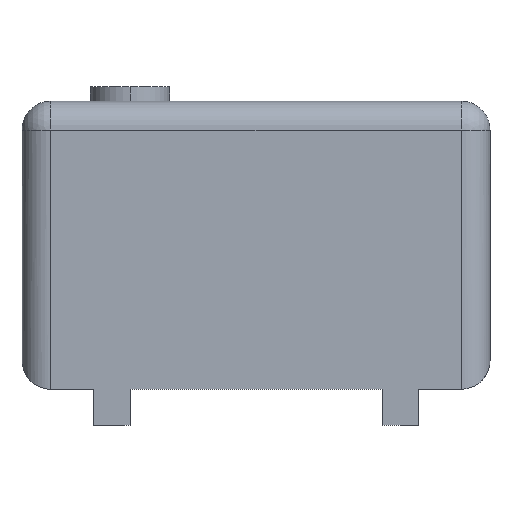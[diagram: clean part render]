
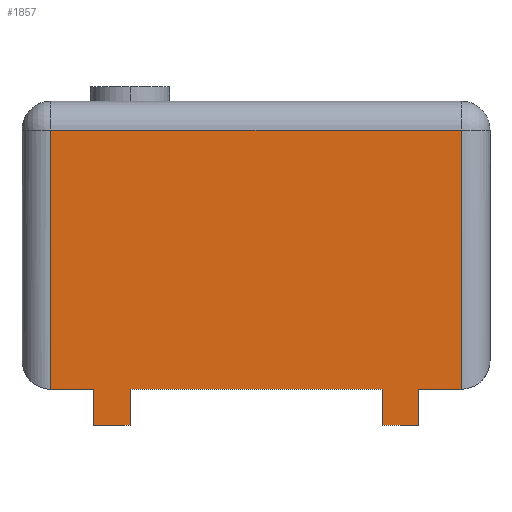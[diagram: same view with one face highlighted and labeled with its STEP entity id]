
A CAD part, left-side view. The second image highlights one B-rep face of the part: STEP entity #1857.
In plain terms, the highlighted planar face has unit normal (-1, 0, 0).
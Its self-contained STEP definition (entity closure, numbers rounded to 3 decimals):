
#9 = DIRECTION ( 'NONE',  ( 0., 0., 1. ) ) ;
#18 = LINE ( 'NONE', #2741, #2999 ) ;
#21 = VECTOR ( 'NONE', #348, 1000. ) ;
#47 = CARTESIAN_POINT ( 'NONE',  ( -20., -28.5, -4. ) ) ;
#85 = CARTESIAN_POINT ( 'NONE',  ( -20., 28.5, -40. ) ) ;
#150 = CARTESIAN_POINT ( 'NONE',  ( -20., -17.5, -40. ) ) ;
#247 = VERTEX_POINT ( 'NONE', #612 ) ;
#254 = VECTOR ( 'NONE', #1110, 1000. ) ;
#282 = CARTESIAN_POINT ( 'NONE',  ( -20., 17.5, -40. ) ) ;
#292 = EDGE_CURVE ( 'NONE', #1202, #2557, #2007, .T. ) ;
#332 = LINE ( 'NONE', #2802, #1461 ) ;
#348 = DIRECTION ( 'NONE',  ( 0., 1., 0. ) ) ;
#361 = CARTESIAN_POINT ( 'NONE',  ( -20., -22.5, -45. ) ) ;
#443 = DIRECTION ( 'NONE',  ( 0., 0., 1. ) ) ;
#476 = ORIENTED_EDGE ( 'NONE', *, *, #2895, .T. ) ;
#478 = ORIENTED_EDGE ( 'NONE', *, *, #793, .F. ) ;
#491 = VECTOR ( 'NONE', #2300, 1000. ) ;
#522 = FACE_OUTER_BOUND ( 'NONE', #800, .T. ) ;
#547 = EDGE_CURVE ( 'NONE', #1298, #3435, #18, .T. ) ;
#561 = DIRECTION ( 'NONE',  ( 0., 0., 1. ) ) ;
#612 = CARTESIAN_POINT ( 'NONE',  ( -20., 28.5, -40. ) ) ;
#665 = LINE ( 'NONE', #1331, #2991 ) ;
#693 = CARTESIAN_POINT ( 'NONE',  ( -20., -22.5, -45. ) ) ;
#713 = LINE ( 'NONE', #1086, #1272 ) ;
#733 = EDGE_CURVE ( 'NONE', #1989, #770, #713, .T. ) ;
#770 = VERTEX_POINT ( 'NONE', #2204 ) ;
#793 = EDGE_CURVE ( 'NONE', #1747, #1377, #2373, .T. ) ;
#800 = EDGE_LOOP ( 'NONE', ( #1922, #2688, #1297, #1076, #1828, #2563, #1831, #2063, #3208, #1172, #478, #476 ) ) ;
#861 = VERTEX_POINT ( 'NONE', #1532 ) ;
#917 = EDGE_CURVE ( 'NONE', #2557, #247, #2369, .T. ) ;
#1040 = VECTOR ( 'NONE', #3192, 1000. ) ;
#1076 = ORIENTED_EDGE ( 'NONE', *, *, #917, .T. ) ;
#1086 = CARTESIAN_POINT ( 'NONE',  ( -20., 22.5, -45. ) ) ;
#1097 = LINE ( 'NONE', #361, #491 ) ;
#1110 = DIRECTION ( 'NONE',  ( 0., 0., 1. ) ) ;
#1124 = VERTEX_POINT ( 'NONE', #150 ) ;
#1172 = ORIENTED_EDGE ( 'NONE', *, *, #2738, .F. ) ;
#1202 = VERTEX_POINT ( 'NONE', #47 ) ;
#1272 = VECTOR ( 'NONE', #9, 1000. ) ;
#1297 = ORIENTED_EDGE ( 'NONE', *, *, #292, .T. ) ;
#1298 = VERTEX_POINT ( 'NONE', #2406 ) ;
#1331 = CARTESIAN_POINT ( 'NONE',  ( -20., -32.5, -40. ) ) ;
#1377 = VERTEX_POINT ( 'NONE', #3308 ) ;
#1457 = CARTESIAN_POINT ( 'NONE',  ( -20., -22.5, -45. ) ) ;
#1461 = VECTOR ( 'NONE', #561, 1000. ) ;
#1532 = CARTESIAN_POINT ( 'NONE',  ( -20., 17.5, -45. ) ) ;
#1739 = DIRECTION ( 'NONE',  ( 0., 0., 1. ) ) ;
#1747 = VERTEX_POINT ( 'NONE', #693 ) ;
#1752 = LINE ( 'NONE', #2015, #2837 ) ;
#1828 = ORIENTED_EDGE ( 'NONE', *, *, #3056, .T. ) ;
#1829 = PLANE ( 'NONE',  #3310 ) ;
#1831 = ORIENTED_EDGE ( 'NONE', *, *, #3038, .F. ) ;
#1832 = VECTOR ( 'NONE', #3317, 1000. ) ;
#1857 = ADVANCED_FACE ( 'NONE', ( #522 ), #1829, .T. ) ;
#1915 = DIRECTION ( 'NONE',  ( 0., -1., 0. ) ) ;
#1922 = ORIENTED_EDGE ( 'NONE', *, *, #547, .T. ) ;
#1926 = LINE ( 'NONE', #1940, #1832 ) ;
#1940 = CARTESIAN_POINT ( 'NONE',  ( -20., -32.5, -40. ) ) ;
#1989 = VERTEX_POINT ( 'NONE', #2500 ) ;
#2007 = LINE ( 'NONE', #3211, #21 ) ;
#2012 = EDGE_CURVE ( 'NONE', #861, #2499, #3513, .T. ) ;
#2015 = CARTESIAN_POINT ( 'NONE',  ( -20., -28.5, -40. ) ) ;
#2063 = ORIENTED_EDGE ( 'NONE', *, *, #2012, .T. ) ;
#2144 = EDGE_CURVE ( 'NONE', #3435, #1202, #1752, .T. ) ;
#2180 = DIRECTION ( 'NONE',  ( 0., -1., 0. ) ) ;
#2204 = CARTESIAN_POINT ( 'NONE',  ( -20., 22.5, -40. ) ) ;
#2238 = CARTESIAN_POINT ( 'NONE',  ( -20., 17.5, -45. ) ) ;
#2300 = DIRECTION ( 'NONE',  ( 0., 0., 1. ) ) ;
#2369 = LINE ( 'NONE', #85, #1040 ) ;
#2373 = LINE ( 'NONE', #1457, #2542 ) ;
#2379 = CARTESIAN_POINT ( 'NONE',  ( -20., -32.5, -40. ) ) ;
#2404 = DIRECTION ( 'NONE',  ( -1., 0., 0. ) ) ;
#2406 = CARTESIAN_POINT ( 'NONE',  ( -20., -22.5, -40. ) ) ;
#2424 = DIRECTION ( 'NONE',  ( 0., 1., 0. ) ) ;
#2493 = VECTOR ( 'NONE', #2424, 1000. ) ;
#2499 = VERTEX_POINT ( 'NONE', #282 ) ;
#2500 = CARTESIAN_POINT ( 'NONE',  ( -20., 22.5, -45. ) ) ;
#2542 = VECTOR ( 'NONE', #3450, 1000. ) ;
#2557 = VERTEX_POINT ( 'NONE', #2607 ) ;
#2563 = ORIENTED_EDGE ( 'NONE', *, *, #733, .F. ) ;
#2607 = CARTESIAN_POINT ( 'NONE',  ( -20., 28.5, -4. ) ) ;
#2688 = ORIENTED_EDGE ( 'NONE', *, *, #2144, .T. ) ;
#2738 = EDGE_CURVE ( 'NONE', #1377, #1124, #332, .T. ) ;
#2741 = CARTESIAN_POINT ( 'NONE',  ( -20., -32.5, -40. ) ) ;
#2802 = CARTESIAN_POINT ( 'NONE',  ( -20., -17.5, -45. ) ) ;
#2837 = VECTOR ( 'NONE', #1739, 1000. ) ;
#2895 = EDGE_CURVE ( 'NONE', #1747, #1298, #1097, .T. ) ;
#2991 = VECTOR ( 'NONE', #1915, 1000. ) ;
#2999 = VECTOR ( 'NONE', #2180, 1000. ) ;
#3010 = CARTESIAN_POINT ( 'NONE',  ( -20., 22.5, -45. ) ) ;
#3038 = EDGE_CURVE ( 'NONE', #861, #1989, #3452, .T. ) ;
#3056 = EDGE_CURVE ( 'NONE', #247, #770, #665, .T. ) ;
#3120 = CARTESIAN_POINT ( 'NONE',  ( -20., -28.5, -40. ) ) ;
#3192 = DIRECTION ( 'NONE',  ( 0., 0., -1. ) ) ;
#3208 = ORIENTED_EDGE ( 'NONE', *, *, #3514, .T. ) ;
#3211 = CARTESIAN_POINT ( 'NONE',  ( -20., 32.5, -4. ) ) ;
#3308 = CARTESIAN_POINT ( 'NONE',  ( -20., -17.5, -45. ) ) ;
#3310 = AXIS2_PLACEMENT_3D ( 'NONE', #2379, #2404, #443 ) ;
#3317 = DIRECTION ( 'NONE',  ( 0., -1., 0. ) ) ;
#3435 = VERTEX_POINT ( 'NONE', #3120 ) ;
#3450 = DIRECTION ( 'NONE',  ( 0., 1., 0. ) ) ;
#3452 = LINE ( 'NONE', #3010, #2493 ) ;
#3513 = LINE ( 'NONE', #2238, #254 ) ;
#3514 = EDGE_CURVE ( 'NONE', #2499, #1124, #1926, .T. ) ;
